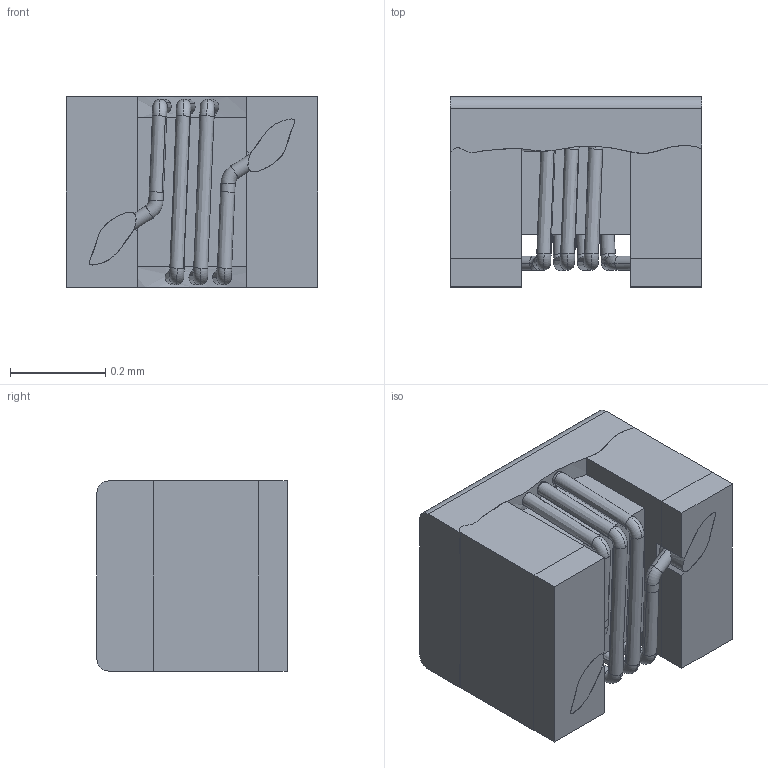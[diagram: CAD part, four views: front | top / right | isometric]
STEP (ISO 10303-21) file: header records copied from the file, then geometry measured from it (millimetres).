
FILE_DESCRIPTION (( 'STEP AP214' ), '1' );
FILE_NAME ('LQW03AW6N8J00D.STEP', '2022-07-08T11:15:14', ( '' ), ( '' ), 'SwSTEP 2.0', 'SolidWorks 2018', '' );
FILE_SCHEMA (( 'AUTOMOTIVE_DESIGN' ));
Length unit declared in the file: millimetre
Products named in the file (1): LQW03AW6N8J00D
Bounding box: 0.53 x 0.4 x 0.4 mm (x, y, z)
Volume: 0.1 mm3; surface area: 2.4 mm2
Topology: 5 solids, 5 shells, 145 faces, 398 edges, 263 vertices
Faces by surface type: plane 47, bspline 46, torus 37, cylinder 15
Entity records: 8990 total; most frequent: CARTESIAN_POINT 4256, ORIENTED_EDGE 798, DIRECTION 678, EDGE_CURVE 399, AXIS2_PLACEMENT_3D 276, VERTEX_POINT 264, CIRCLE 176, EDGE_LOOP 151
